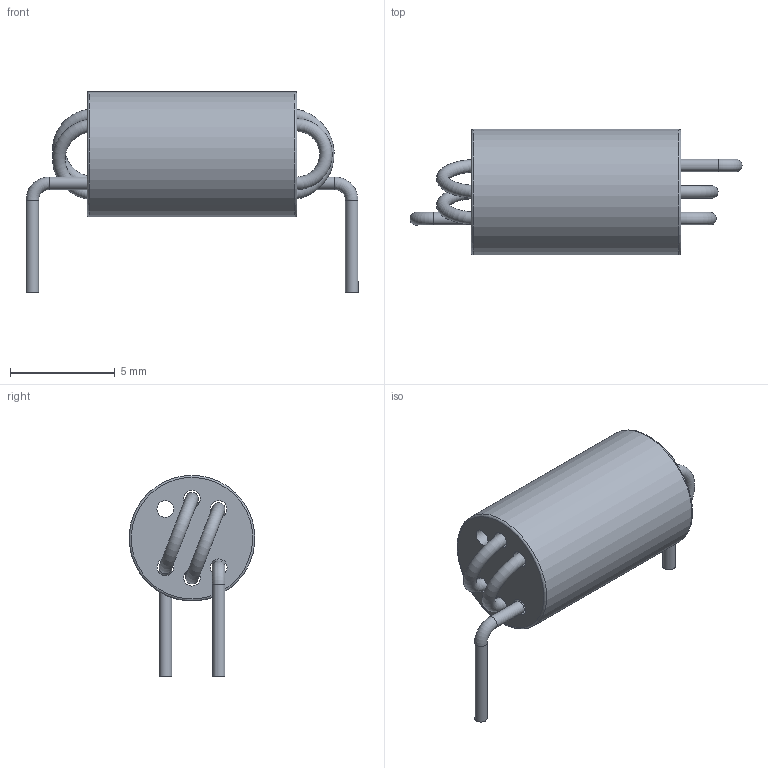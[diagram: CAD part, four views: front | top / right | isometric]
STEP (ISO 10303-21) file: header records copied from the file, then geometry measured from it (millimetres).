
FILE_DESCRIPTION(/* description */ (''),/* implementation_level */ '2;1');
FILE_NAME(/* name */ 'IND_FERROXCUBE_WBC2.5SP-4B1.stp',/* time_stamp */ '2016-12-06T17:18:10+01:00',/* author */ ('riccim'),/* organization */ (''),/* preprocessor_version */ 'ST-DEVELOPER v15.5',/* originating_system */ 'AutoCAD Mechanical',/* authorisation */ '');
FILE_SCHEMA (('AUTOMOTIVE_DESIGN { 1 0 10303 214 3 1 1 }'));
Length unit declared in the file: millimetre
Products named in the file (1): Product
Bounding box: 15.84 x 5.99 x 9.59 mm (x, y, z)
Volume: 262.8 mm3; surface area: 459.9 mm2
Topology: 7 solids, 7 shells, 33 faces, 55 edges, 38 vertices
Faces by surface type: plane 14, cylinder 11, torus 8
Full cylindrical faces by diameter (mm): 0.6 x4, 0.8 x6, 6 x1
Entity records: 730 total; most frequent: DIRECTION 136, CARTESIAN_POINT 104, AXIS2_PLACEMENT_3D 68, EDGE_LOOP 64, ORIENTED_EDGE 64, CIRCLE 34, FACE_OUTER_BOUND 33, ADVANCED_FACE 33
